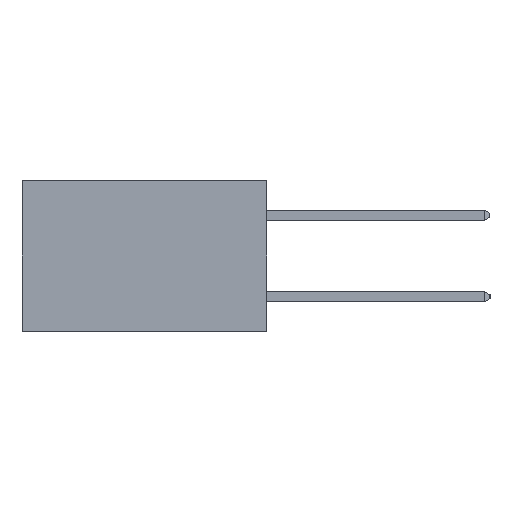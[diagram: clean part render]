
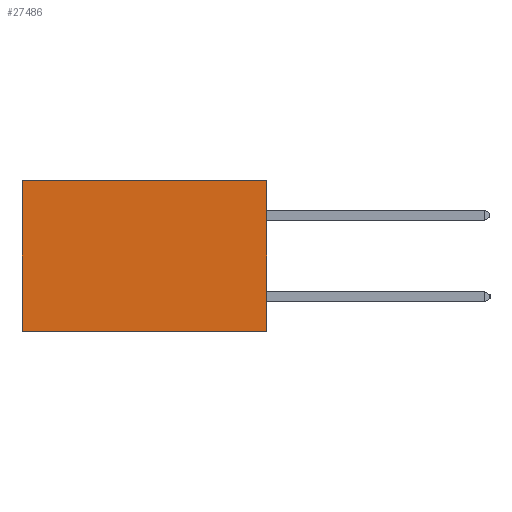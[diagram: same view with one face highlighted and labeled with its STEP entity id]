
A CAD part, left-side view. The second image highlights one B-rep face of the part: STEP entity #27486.
In plain terms, the highlighted planar face has unit normal (-1, 0, 0).
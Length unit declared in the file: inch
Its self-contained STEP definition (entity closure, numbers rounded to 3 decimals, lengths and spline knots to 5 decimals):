
#1074 = EDGE_LOOP ( 'NONE', ( #33841, #3409, #3133, #27048 ) ) ;
#1409 = CARTESIAN_POINT ( 'NONE',  ( 0.2875, 0.6, 0. ) ) ;
#1955 = FACE_OUTER_BOUND ( 'NONE', #1074, .T. ) ;
#3133 = ORIENTED_EDGE ( 'NONE', *, *, #24277, .F. ) ;
#3409 = ORIENTED_EDGE ( 'NONE', *, *, #13183, .F. ) ;
#3558 = DIRECTION ( 'NONE',  ( 0., 0., -1. ) ) ;
#5129 = VECTOR ( 'NONE', #21748, 39.37008 ) ;
#6157 = AXIS2_PLACEMENT_3D ( 'NONE', #18858, #29578, #24126 ) ;
#6511 = LINE ( 'NONE', #31738, #7503 ) ;
#7503 = VECTOR ( 'NONE', #23387, 39.37008 ) ;
#12499 = VERTEX_POINT ( 'NONE', #26647 ) ;
#13183 = EDGE_CURVE ( 'NONE', #23268, #12499, #30408, .T. ) ;
#13578 = CARTESIAN_POINT ( 'NONE',  ( 0.2875, 0.6, 0. ) ) ;
#14795 = CARTESIAN_POINT ( 'NONE',  ( 0.2875, 0., -0.37 ) ) ;
#15217 = LINE ( 'NONE', #1409, #5129 ) ;
#16967 = VECTOR ( 'NONE', #30770, 39.37008 ) ;
#18858 = CARTESIAN_POINT ( 'NONE',  ( 0.2875, 0., 0. ) ) ;
#19501 = CARTESIAN_POINT ( 'NONE',  ( 0.2875, 0., -0.37 ) ) ;
#21748 = DIRECTION ( 'NONE',  ( 0., 0., -1. ) ) ;
#22440 = LINE ( 'NONE', #25902, #23794 ) ;
#22632 = VERTEX_POINT ( 'NONE', #13578 ) ;
#23268 = VERTEX_POINT ( 'NONE', #14795 ) ;
#23387 = DIRECTION ( 'NONE',  ( 0., 1., 0. ) ) ;
#23794 = VECTOR ( 'NONE', #3558, 39.37008 ) ;
#23899 = EDGE_CURVE ( 'NONE', #32542, #22632, #6511, .T. ) ;
#24126 = DIRECTION ( 'NONE',  ( 0., 0., -1. ) ) ;
#24277 = EDGE_CURVE ( 'NONE', #32542, #23268, #22440, .T. ) ;
#25902 = CARTESIAN_POINT ( 'NONE',  ( 0.2875, 0., 0. ) ) ;
#26647 = CARTESIAN_POINT ( 'NONE',  ( 0.2875, 0.6, -0.37 ) ) ;
#27048 = ORIENTED_EDGE ( 'NONE', *, *, #23899, .T. ) ;
#27486 = ADVANCED_FACE ( 'NONE', ( #1955 ), #35572, .F. ) ;
#29578 = DIRECTION ( 'NONE',  ( 1., 0., 0. ) ) ;
#29692 = EDGE_CURVE ( 'NONE', #22632, #12499, #15217, .T. ) ;
#30408 = LINE ( 'NONE', #19501, #16967 ) ;
#30770 = DIRECTION ( 'NONE',  ( 0., 1., 0. ) ) ;
#30832 = CARTESIAN_POINT ( 'NONE',  ( 0.2875, 0., 0. ) ) ;
#31738 = CARTESIAN_POINT ( 'NONE',  ( 0.2875, 0., 0. ) ) ;
#32542 = VERTEX_POINT ( 'NONE', #30832 ) ;
#33841 = ORIENTED_EDGE ( 'NONE', *, *, #29692, .T. ) ;
#35572 = PLANE ( 'NONE',  #6157 ) ;
